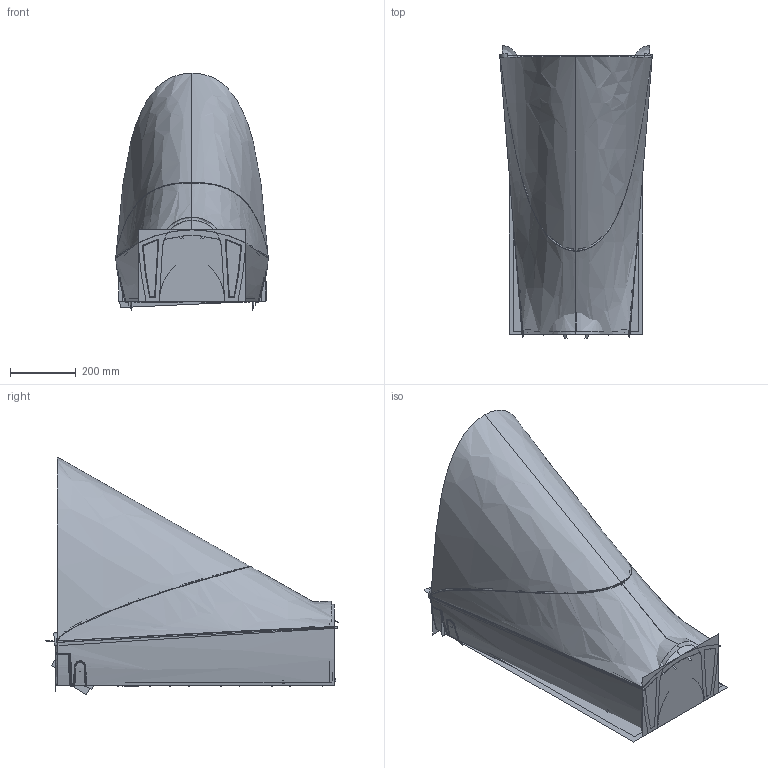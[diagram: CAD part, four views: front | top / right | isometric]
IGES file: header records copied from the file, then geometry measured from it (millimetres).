
Start section: JAMA-IS VERSION  1.0  PTC IGES file: 6507-asm.igs
Global section: file name: 6507-asm.igs; native system: Creo Parametric by PTC Inc.; preprocessor: 2014440; author: 10113538; organization: Unknown; date: 20180608.162017; units: millimetre
Bounding box: 466.49 x 894.47 x 725.77 mm (x, y, z)
Volume: 101611202.7 mm3; surface area: 97959055.2 mm2
Topology: 2 solids, 2 shells, 2182 faces, 12279 edges, 16443 vertices
Faces by surface type: bspline 2182
